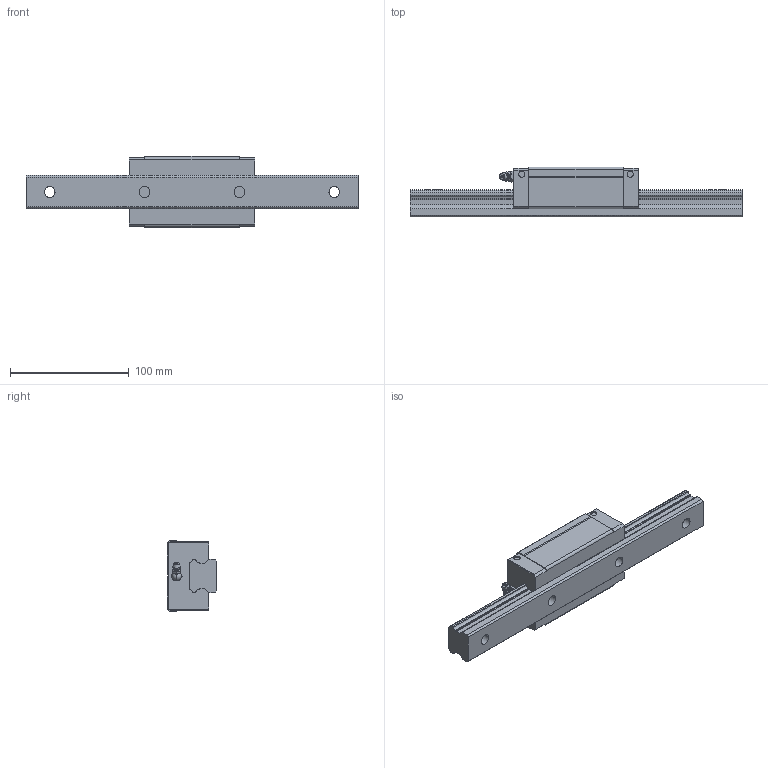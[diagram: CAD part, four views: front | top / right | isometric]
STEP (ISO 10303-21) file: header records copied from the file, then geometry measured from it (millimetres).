
FILE_DESCRIPTION( ( '' ), '1' );
FILE_NAME( 'SHS30V1SS280200B-M6F87000.stp', '2015-10-08T14:27:36', ( '' ), ( '' ), ' ', ' ', ' ' );
FILE_SCHEMA( ( 'automotive_design' ) );
Length unit declared in the file: millimetre
Products named in the file (3): 1; 2; 3
Bounding box: 280 x 42 x 60 mm (x, y, z)
Volume: 326002 mm3; surface area: 60946 mm2
Topology: 3 solids, 3 shells, 222 faces, 581 edges, 366 vertices
Faces by surface type: plane 94, cylinder 78, cone 38, torus 6, sphere 6
Entity records: 13295 total; most frequent: CARTESIAN_POINT 1274, DIRECTION 1208, STYLED_ITEM 1156, PRESENTATION_STYLE_ASSIGNMENT 1156, COLOUR_RGB 1156, ORIENTED_EDGE 1130, EDGE_CURVE 565, CURVE_STYLE 565
